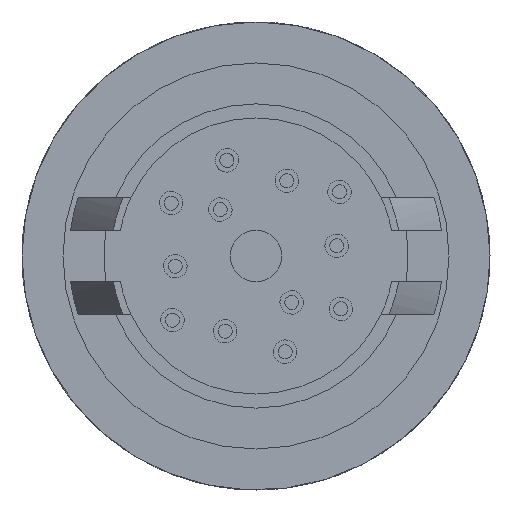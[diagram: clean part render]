
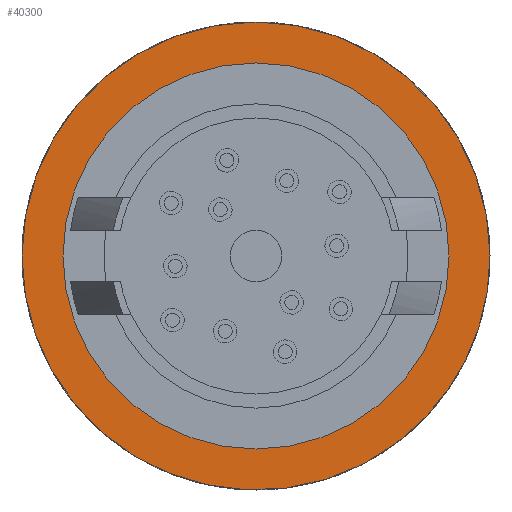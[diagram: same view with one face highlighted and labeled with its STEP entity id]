
A CAD part, front view. The second image highlights one B-rep face of the part: STEP entity #40300.
In plain terms, the highlighted planar face has unit normal (0, -1, 0).
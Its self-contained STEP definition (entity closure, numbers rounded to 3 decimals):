
#39680=CARTESIAN_POINT('',(-144.926,-55.51,
0.));
#39690=DIRECTION('',(0.,1.,0.));
#39700=DIRECTION('',(0.,0.,1.));
#39710=AXIS2_PLACEMENT_3D('',#39680,#39690,#39700);
#39720=CIRCLE('',#39710,8.25);
#39730=CARTESIAN_POINT('',(-136.676,-55.51,
0.));
#39740=VERTEX_POINT('',#39730);
#39750=CARTESIAN_POINT('',(-144.926,-55.51,
-8.25));
#39760=VERTEX_POINT('',#39750);
#39770=EDGE_CURVE('',#39740,#39760,#39720,.T.);
#39910=CARTESIAN_POINT('',(-144.926,-55.51,
8.25));
#39920=VERTEX_POINT('',#39910);
#39950=EDGE_CURVE('',#39920,#39740,#39720,.T.);
#40000=CARTESIAN_POINT('',(-144.926,-55.51,
9.125));
#40010=DIRECTION('',(0.,-1.,-0.));
#40020=DIRECTION('',(0.,0.,-1.));
#40030=AXIS2_PLACEMENT_3D('',#40000,#40010,#40020);
#40040=PLANE('',#40030);
#40050=EDGE_CURVE('',#39760,#39920,#39720,.T.);
#40060=ORIENTED_EDGE('',*,*,#40050,.T.);
#40070=ORIENTED_EDGE('',*,*,#39770,.T.);
#40080=ORIENTED_EDGE('',*,*,#39950,.T.);
#40090=EDGE_LOOP('',(#40080,#40070,#40060));
#40100=FACE_BOUND('',#40090,.T.);
#40110=CARTESIAN_POINT('',(-144.926,-55.51,
0.));
#40120=DIRECTION('',(0.,1.,0.));
#40130=DIRECTION('',(0.,0.,-1.));
#40140=AXIS2_PLACEMENT_3D('',#40110,#40120,#40130);
#40150=CIRCLE('',#40140,10.);
#40160=CARTESIAN_POINT('',(-138.039,-55.51,
7.25));
#40170=VERTEX_POINT('',#40160);
#40180=CARTESIAN_POINT('',(-144.926,-55.51,
-10.));
#40190=VERTEX_POINT('',#40180);
#40200=EDGE_CURVE('',#40170,#40190,#40150,.T.);
#40210=ORIENTED_EDGE('',*,*,#40200,.F.);
#40220=CARTESIAN_POINT('',(-144.926,-55.51,10.));
#40230=VERTEX_POINT('',#40220);
#40240=EDGE_CURVE('',#40190,#40230,#40150,.T.);
#40250=ORIENTED_EDGE('',*,*,#40240,.F.);
#40260=EDGE_CURVE('',#40230,#40170,#40150,.T.);
#40270=ORIENTED_EDGE('',*,*,#40260,.F.);
#40280=EDGE_LOOP('',(#40270,#40250,#40210));
#40290=FACE_OUTER_BOUND('',#40280,.T.);
#40300=ADVANCED_FACE('',(#40100,#40290),#40040,.T.);
